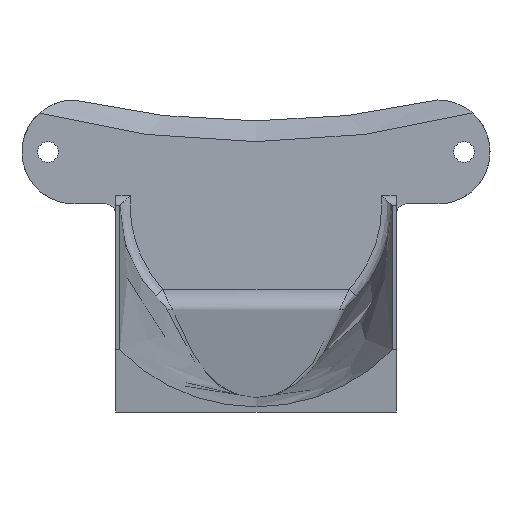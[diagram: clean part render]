
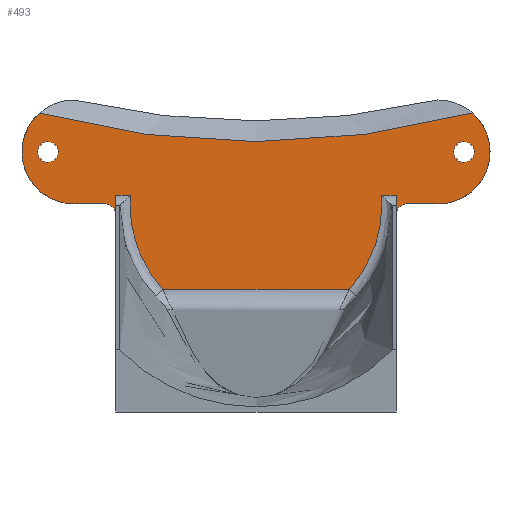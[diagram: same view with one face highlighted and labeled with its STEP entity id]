
A CAD part, front view. The second image highlights one B-rep face of the part: STEP entity #493.
In plain terms, the highlighted planar face has unit normal (0, -1, 0).
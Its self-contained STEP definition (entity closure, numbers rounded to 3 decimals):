
#22=FACE_BOUND('',#71,.T.);
#23=FACE_BOUND('',#72,.T.);
#29=PLANE('',#525);
#42=FACE_OUTER_BOUND('',#70,.T.);
#70=EDGE_LOOP('',(#345,#346,#347,#348,#349,#350,#351,#352,#353,#354,#355,
#356,#357,#358,#359,#360));
#71=EDGE_LOOP('',(#361));
#72=EDGE_LOOP('',(#362));
#103=CIRCLE('',#526,2.);
#104=CIRCLE('',#527,10.);
#105=CIRCLE('',#528,159.592);
#106=CIRCLE('',#529,10.);
#107=CIRCLE('',#530,2.);
#108=CIRCLE('',#531,2.);
#109=CIRCLE('',#532,2.);
#125=LINE('',#710,#158);
#129=LINE('',#738,#162);
#131=LINE('',#744,#164);
#132=LINE('',#748,#165);
#133=LINE('',#756,#166);
#134=LINE('',#759,#167);
#135=LINE('',#772,#168);
#158=VECTOR('',#572,2.873);
#162=VECTOR('',#580,2.873);
#164=VECTOR('',#586,3.721);
#165=VECTOR('',#589,6.);
#166=VECTOR('',#596,6.);
#167=VECTOR('',#599,3.721);
#168=VECTOR('',#600,35.832);
#193=B_SPLINE_CURVE_WITH_KNOTS('',3,(#761,#762,#763,#764),.UNSPECIFIED.,
 .F.,.F.,(4,4),(-0.201,-0.029),.UNSPECIFIED.);
#194=B_SPLINE_CURVE_WITH_KNOTS('',3,(#766,#767,#768,#769,#770),
 .UNSPECIFIED.,.F.,.F.,(4,1,4),(-1.769,-0.925,0.029),
 .UNSPECIFIED.);
#195=B_SPLINE_CURVE_WITH_KNOTS('',3,(#774,#775,#776,#777,#778),
 .UNSPECIFIED.,.F.,.F.,(4,1,4),(-1.798,-1.126,0.),
 .UNSPECIFIED.);
#196=B_SPLINE_CURVE_WITH_KNOTS('',3,(#779,#780,#781,#782),.UNSPECIFIED.,
 .F.,.F.,(4,4),(1.798,1.971),.UNSPECIFIED.);
#208=VERTEX_POINT('',#692);
#211=VERTEX_POINT('',#708);
#216=VERTEX_POINT('',#724);
#217=VERTEX_POINT('',#737);
#219=VERTEX_POINT('',#743);
#220=VERTEX_POINT('',#745);
#221=VERTEX_POINT('',#747);
#222=VERTEX_POINT('',#749);
#223=VERTEX_POINT('',#751);
#224=VERTEX_POINT('',#753);
#225=VERTEX_POINT('',#755);
#226=VERTEX_POINT('',#757);
#227=VERTEX_POINT('',#760);
#228=VERTEX_POINT('',#765);
#229=VERTEX_POINT('',#771);
#230=VERTEX_POINT('',#773);
#231=VERTEX_POINT('',#783);
#232=VERTEX_POINT('',#785);
#261=EDGE_CURVE('',#211,#208,#125,.T.);
#267=EDGE_CURVE('',#216,#217,#129,.T.);
#270=EDGE_CURVE('',#211,#219,#131,.T.);
#271=EDGE_CURVE('',#219,#220,#103,.F.);
#272=EDGE_CURVE('',#220,#221,#132,.T.);
#273=EDGE_CURVE('',#222,#221,#104,.T.);
#274=EDGE_CURVE('',#223,#222,#105,.T.);
#275=EDGE_CURVE('',#224,#223,#106,.T.);
#276=EDGE_CURVE('',#224,#225,#133,.T.);
#277=EDGE_CURVE('',#226,#225,#107,.T.);
#278=EDGE_CURVE('',#217,#226,#134,.T.);
#279=EDGE_CURVE('',#216,#227,#193,.T.);
#280=EDGE_CURVE('',#228,#227,#194,.T.);
#281=EDGE_CURVE('',#229,#228,#135,.T.);
#282=EDGE_CURVE('',#230,#229,#195,.T.);
#283=EDGE_CURVE('',#230,#208,#196,.T.);
#284=EDGE_CURVE('',#231,#231,#108,.T.);
#285=EDGE_CURVE('',#232,#232,#109,.T.);
#345=ORIENTED_EDGE('',*,*,#270,.T.);
#346=ORIENTED_EDGE('',*,*,#271,.T.);
#347=ORIENTED_EDGE('',*,*,#272,.T.);
#348=ORIENTED_EDGE('',*,*,#273,.F.);
#349=ORIENTED_EDGE('',*,*,#274,.F.);
#350=ORIENTED_EDGE('',*,*,#275,.F.);
#351=ORIENTED_EDGE('',*,*,#276,.T.);
#352=ORIENTED_EDGE('',*,*,#277,.F.);
#353=ORIENTED_EDGE('',*,*,#278,.F.);
#354=ORIENTED_EDGE('',*,*,#267,.F.);
#355=ORIENTED_EDGE('',*,*,#279,.T.);
#356=ORIENTED_EDGE('',*,*,#280,.F.);
#357=ORIENTED_EDGE('',*,*,#281,.F.);
#358=ORIENTED_EDGE('',*,*,#282,.F.);
#359=ORIENTED_EDGE('',*,*,#283,.T.);
#360=ORIENTED_EDGE('',*,*,#261,.F.);
#361=ORIENTED_EDGE('',*,*,#284,.T.);
#362=ORIENTED_EDGE('',*,*,#285,.T.);
#493=ADVANCED_FACE('',(#42,#22,#23),#29,.T.);
#525=AXIS2_PLACEMENT_3D('',#742,#584,#585);
#526=AXIS2_PLACEMENT_3D('',#746,#587,#588);
#527=AXIS2_PLACEMENT_3D('',#750,#590,#591);
#528=AXIS2_PLACEMENT_3D('',#752,#592,#593);
#529=AXIS2_PLACEMENT_3D('',#754,#594,#595);
#530=AXIS2_PLACEMENT_3D('',#758,#597,#598);
#531=AXIS2_PLACEMENT_3D('',#784,#601,#602);
#532=AXIS2_PLACEMENT_3D('',#786,#603,#604);
#572=DIRECTION('',(-1.,0.,0.));
#580=DIRECTION('',(-1.,0.,0.));
#584=DIRECTION('center_axis',(0.,-1.,0.));
#585=DIRECTION('ref_axis',(0.,0.,-1.));
#586=DIRECTION('',(0.,0.,-1.));
#587=DIRECTION('center_axis',(0.,-1.,0.));
#588=DIRECTION('ref_axis',(-0.707,0.,0.707));
#589=DIRECTION('',(1.,0.,0.));
#590=DIRECTION('center_axis',(0.,1.,0.));
#591=DIRECTION('ref_axis',(0.707,0.,-0.707));
#592=DIRECTION('center_axis',(0.,-1.,0.));
#593=DIRECTION('ref_axis',(-0.225,0.,-0.974));
#594=DIRECTION('center_axis',(0.,1.,0.));
#595=DIRECTION('ref_axis',(-0.707,0.,0.707));
#596=DIRECTION('',(1.,0.,0.));
#597=DIRECTION('center_axis',(0.,-1.,0.));
#598=DIRECTION('ref_axis',(0.707,0.,0.707));
#599=DIRECTION('',(0.,0.,-1.));
#600=DIRECTION('',(-1.,0.,0.));
#601=DIRECTION('center_axis',(0.,1.,0.));
#602=DIRECTION('ref_axis',(-1.,0.,0.));
#603=DIRECTION('center_axis',(0.,1.,0.));
#604=DIRECTION('ref_axis',(-1.,0.,0.));
#692=CARTESIAN_POINT('',(69.127,21.512,12.884));
#708=CARTESIAN_POINT('',(72.,21.512,12.884));
#710=CARTESIAN_POINT('',(36.,21.512,12.884));
#724=CARTESIAN_POINT('',(20.873,21.512,12.884));
#737=CARTESIAN_POINT('',(18.,21.512,12.884));
#738=CARTESIAN_POINT('',(9.4,21.512,12.884));
#742=CARTESIAN_POINT('Origin',(0.,21.512,31.163));
#743=CARTESIAN_POINT('',(72.,21.512,9.163));
#744=CARTESIAN_POINT('',(72.,21.512,1.163));
#745=CARTESIAN_POINT('',(74.,21.512,11.163));
#746=CARTESIAN_POINT('Origin',(74.,21.512,9.163));
#747=CARTESIAN_POINT('',(80.,21.512,11.163));
#748=CARTESIAN_POINT('',(40.5,21.512,11.163));
#749=CARTESIAN_POINT('',(86.583,21.512,28.69));
#750=CARTESIAN_POINT('Origin',(80.,21.512,21.163));
#751=CARTESIAN_POINT('',(3.385,21.512,28.662));
#752=CARTESIAN_POINT('Origin',(44.931,21.512,182.751));
#753=CARTESIAN_POINT('',(10.,21.512,11.163));
#754=CARTESIAN_POINT('Origin',(10.,21.512,21.163));
#755=CARTESIAN_POINT('',(16.,21.512,11.163));
#756=CARTESIAN_POINT('',(4.5,21.512,11.163));
#757=CARTESIAN_POINT('',(18.,21.512,9.163));
#758=CARTESIAN_POINT('Origin',(16.,21.512,9.163));
#759=CARTESIAN_POINT('',(18.,21.512,1.163));
#760=CARTESIAN_POINT('',(20.801,21.512,11.163));
#761=CARTESIAN_POINT('Ctrl Pts',(20.873,21.512,12.884));
#762=CARTESIAN_POINT('Ctrl Pts',(20.828,21.512,12.311));
#763=CARTESIAN_POINT('Ctrl Pts',(20.804,21.512,11.737));
#764=CARTESIAN_POINT('Ctrl Pts',(20.801,21.512,11.163));
#765=CARTESIAN_POINT('',(27.084,21.512,-5.246));
#766=CARTESIAN_POINT('Ctrl Pts',(27.084,21.512,-5.246));
#767=CARTESIAN_POINT('Ctrl Pts',(25.19,21.512,-3.163));
#768=CARTESIAN_POINT('Ctrl Pts',(21.937,21.512,1.983));
#769=CARTESIAN_POINT('Ctrl Pts',(20.782,21.512,7.984));
#770=CARTESIAN_POINT('Ctrl Pts',(20.801,21.512,11.163));
#771=CARTESIAN_POINT('',(62.916,21.512,-5.246));
#772=CARTESIAN_POINT('',(0.,21.512,-5.246));
#773=CARTESIAN_POINT('',(69.2,21.512,11.163));
#774=CARTESIAN_POINT('Ctrl Pts',(69.2,21.512,11.163));
#775=CARTESIAN_POINT('Ctrl Pts',(69.214,21.512,8.922));
#776=CARTESIAN_POINT('Ctrl Pts',(68.418,21.512,2.921));
#777=CARTESIAN_POINT('Ctrl Pts',(65.441,21.512,-2.469));
#778=CARTESIAN_POINT('Ctrl Pts',(62.916,21.512,-5.246));
#779=CARTESIAN_POINT('Ctrl Pts',(69.2,21.512,11.163));
#780=CARTESIAN_POINT('Ctrl Pts',(69.196,21.512,11.737));
#781=CARTESIAN_POINT('Ctrl Pts',(69.172,21.512,12.311));
#782=CARTESIAN_POINT('Ctrl Pts',(69.127,21.512,12.884));
#783=CARTESIAN_POINT('',(87.,21.512,21.163));
#784=CARTESIAN_POINT('Origin',(85.,21.512,21.163));
#785=CARTESIAN_POINT('',(7.,21.512,21.163));
#786=CARTESIAN_POINT('Origin',(5.,21.512,21.163));
